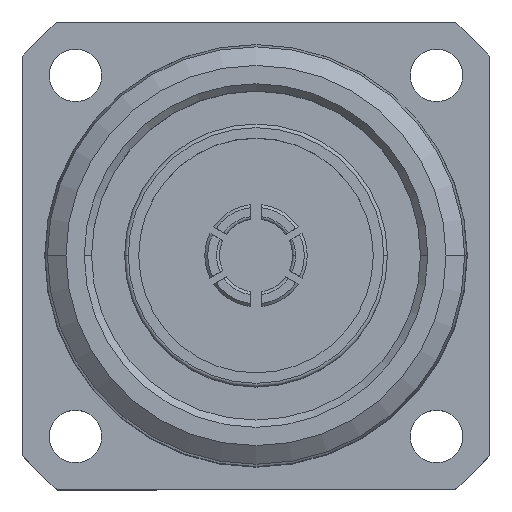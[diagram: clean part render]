
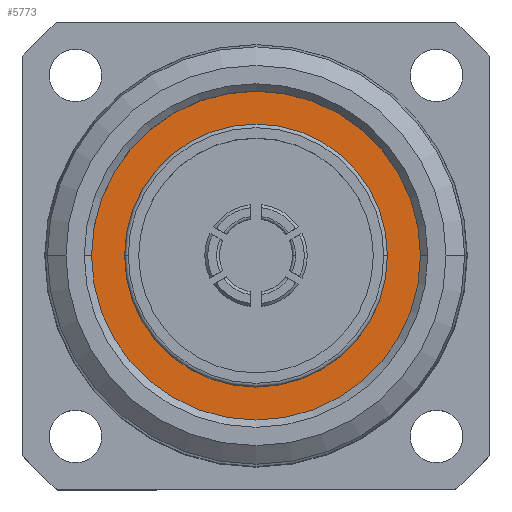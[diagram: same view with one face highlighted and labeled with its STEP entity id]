
A CAD part, top view. The second image highlights one B-rep face of the part: STEP entity #5773.
In plain terms, the highlighted planar face has unit normal (0, 0, 1).
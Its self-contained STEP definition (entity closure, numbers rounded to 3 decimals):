
#1 = CARTESIAN_POINT ( 'NONE',  ( 11.25, 0., -8.5 ) ) ;
#93 = FACE_OUTER_BOUND ( 'NONE', #1333, .T. ) ;
#311 = VERTEX_POINT ( 'NONE', #5017 ) ;
#383 = DIRECTION ( 'NONE',  ( 1., 0., 0. ) ) ;
#459 = EDGE_CURVE ( 'NONE', #467, #311, #4775, .T. ) ;
#467 = VERTEX_POINT ( 'NONE', #1 ) ;
#593 = DIRECTION ( 'NONE',  ( 1., 0., 0. ) ) ;
#752 = ORIENTED_EDGE ( 'NONE', *, *, #1025, .T. ) ;
#827 = CARTESIAN_POINT ( 'NONE',  ( 0., 0., -8.5 ) ) ;
#882 = AXIS2_PLACEMENT_3D ( 'NONE', #3988, #5729, #383 ) ;
#1025 = EDGE_CURVE ( 'NONE', #311, #467, #3158, .T. ) ;
#1147 = EDGE_CURVE ( 'NONE', #4773, #1466, #4072, .T. ) ;
#1269 = DIRECTION ( 'NONE',  ( 1., 0., 0. ) ) ;
#1333 = EDGE_LOOP ( 'NONE', ( #2048, #752 ) ) ;
#1444 = DIRECTION ( 'NONE',  ( 0., 0., 1. ) ) ;
#1466 = VERTEX_POINT ( 'NONE', #3162 ) ;
#2048 = ORIENTED_EDGE ( 'NONE', *, *, #459, .T. ) ;
#2117 = AXIS2_PLACEMENT_3D ( 'NONE', #2212, #5368, #2676 ) ;
#2212 = CARTESIAN_POINT ( 'NONE',  ( 0., 11.25, -8.5 ) ) ;
#2332 = FACE_BOUND ( 'NONE', #3744, .T. ) ;
#2363 = DIRECTION ( 'NONE',  ( 1., 0., 0. ) ) ;
#2606 = AXIS2_PLACEMENT_3D ( 'NONE', #3752, #4138, #2363 ) ;
#2676 = DIRECTION ( 'NONE',  ( 1., 0., 0. ) ) ;
#2694 = CIRCLE ( 'NONE', #5176, 8.99 ) ;
#3003 = ORIENTED_EDGE ( 'NONE', *, *, #4997, .F. ) ;
#3158 = CIRCLE ( 'NONE', #2606, 11.25 ) ;
#3162 = CARTESIAN_POINT ( 'NONE',  ( 8.99, 0., -8.5 ) ) ;
#3242 = AXIS2_PLACEMENT_3D ( 'NONE', #3718, #1444, #593 ) ;
#3282 = CARTESIAN_POINT ( 'NONE',  ( -8.99, 0., -8.5 ) ) ;
#3718 = CARTESIAN_POINT ( 'NONE',  ( 0., 0., -8.5 ) ) ;
#3744 = EDGE_LOOP ( 'NONE', ( #3003, #4004 ) ) ;
#3752 = CARTESIAN_POINT ( 'NONE',  ( 0., 0., -8.5 ) ) ;
#3982 = DIRECTION ( 'NONE',  ( 0., 0., 1. ) ) ;
#3988 = CARTESIAN_POINT ( 'NONE',  ( 0., 0., -8.5 ) ) ;
#4004 = ORIENTED_EDGE ( 'NONE', *, *, #1147, .F. ) ;
#4072 = CIRCLE ( 'NONE', #3242, 8.99 ) ;
#4138 = DIRECTION ( 'NONE',  ( 0., 0., 1. ) ) ;
#4773 = VERTEX_POINT ( 'NONE', #3282 ) ;
#4775 = CIRCLE ( 'NONE', #882, 11.25 ) ;
#4885 = PLANE ( 'NONE',  #2117 ) ;
#4997 = EDGE_CURVE ( 'NONE', #1466, #4773, #2694, .T. ) ;
#5017 = CARTESIAN_POINT ( 'NONE',  ( -11.25, 0., -8.5 ) ) ;
#5176 = AXIS2_PLACEMENT_3D ( 'NONE', #827, #3982, #1269 ) ;
#5368 = DIRECTION ( 'NONE',  ( 0., 0., 1. ) ) ;
#5729 = DIRECTION ( 'NONE',  ( 0., 0., 1. ) ) ;
#5773 = ADVANCED_FACE ( 'NONE', ( #93, #2332 ), #4885, .T. ) ;
